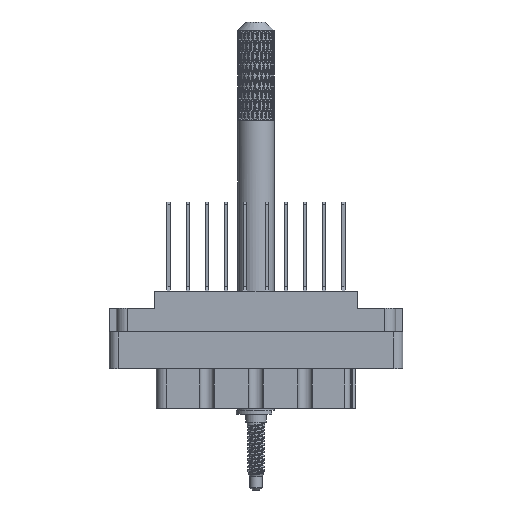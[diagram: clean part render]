
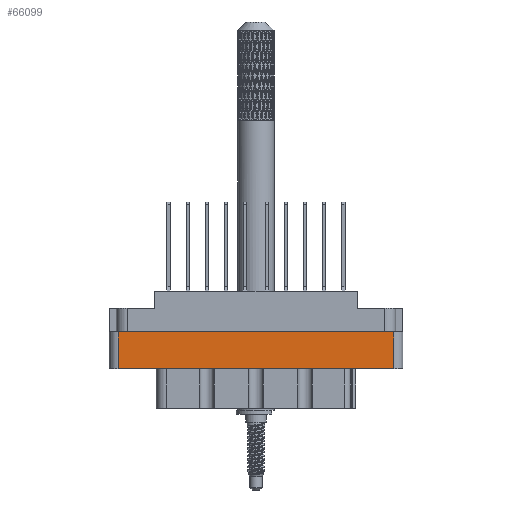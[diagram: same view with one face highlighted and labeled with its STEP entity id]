
A CAD part, front view. The second image highlights one B-rep face of the part: STEP entity #66099.
In plain terms, the highlighted planar face has unit normal (0, -1, 0).
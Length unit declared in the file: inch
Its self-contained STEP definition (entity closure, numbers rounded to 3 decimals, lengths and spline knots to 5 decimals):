
#2041 = PLANE ( 'NONE',  #82178 ) ;
#3295 = ORIENTED_EDGE ( 'NONE', *, *, #101659, .F. ) ;
#3890 = FACE_OUTER_BOUND ( 'NONE', #55154, .T. ) ;
#4976 = CARTESIAN_POINT ( 'NONE',  ( -0.938, -0.438, -0.798 ) ) ;
#5376 = VERTEX_POINT ( 'NONE', #26263 ) ;
#11135 = CARTESIAN_POINT ( 'NONE',  ( -0.938, -0.438, -0.277 ) ) ;
#12266 = CARTESIAN_POINT ( 'NONE',  ( 0.938, -0.438, -0.529 ) ) ;
#12771 = VERTEX_POINT ( 'NONE', #11135 ) ;
#18648 = CARTESIAN_POINT ( 'NONE',  ( -1., -0.438, -0.798 ) ) ;
#21927 = DIRECTION ( 'NONE',  ( 1., 0., 0. ) ) ;
#22390 = CARTESIAN_POINT ( 'NONE',  ( -0.938, -0.438, -0.529 ) ) ;
#26263 = CARTESIAN_POINT ( 'NONE',  ( 0.938, -0.438, -0.277 ) ) ;
#30435 = LINE ( 'NONE', #102641, #54356 ) ;
#31317 = LINE ( 'NONE', #4976, #69087 ) ;
#33506 = DIRECTION ( 'NONE',  ( 0., 0., -1. ) ) ;
#36615 = EDGE_CURVE ( 'NONE', #54086, #76217, #86535, .T. ) ;
#37311 = CARTESIAN_POINT ( 'NONE',  ( 0.938, -0.438, -0.798 ) ) ;
#43794 = VECTOR ( 'NONE', #86633, 39.37008 ) ;
#43981 = CARTESIAN_POINT ( 'NONE',  ( 0., -0.438, -0.529 ) ) ;
#51019 = DIRECTION ( 'NONE',  ( -1., 0., 0. ) ) ;
#54086 = VERTEX_POINT ( 'NONE', #12266 ) ;
#54356 = VECTOR ( 'NONE', #21927, 39.37008 ) ;
#55154 = EDGE_LOOP ( 'NONE', ( #3295, #60974, #75828, #95327 ) ) ;
#60974 = ORIENTED_EDGE ( 'NONE', *, *, #84174, .T. ) ;
#66099 = ADVANCED_FACE ( 'NONE', ( #3890 ), #2041, .T. ) ;
#66573 = DIRECTION ( 'NONE',  ( 0., -1., 0. ) ) ;
#68787 = VECTOR ( 'NONE', #51019, 39.37008 ) ;
#69087 = VECTOR ( 'NONE', #33506, 39.37008 ) ;
#70126 = DIRECTION ( 'NONE',  ( 0., 0., -1. ) ) ;
#70303 = LINE ( 'NONE', #37311, #43794 ) ;
#75828 = ORIENTED_EDGE ( 'NONE', *, *, #36615, .F. ) ;
#76217 = VERTEX_POINT ( 'NONE', #22390 ) ;
#78603 = EDGE_CURVE ( 'NONE', #54086, #5376, #70303, .T. ) ;
#82178 = AXIS2_PLACEMENT_3D ( 'NONE', #18648, #66573, #70126 ) ;
#84174 = EDGE_CURVE ( 'NONE', #12771, #76217, #31317, .T. ) ;
#86535 = LINE ( 'NONE', #43981, #68787 ) ;
#86633 = DIRECTION ( 'NONE',  ( 0., 0., 1. ) ) ;
#95327 = ORIENTED_EDGE ( 'NONE', *, *, #78603, .T. ) ;
#101659 = EDGE_CURVE ( 'NONE', #12771, #5376, #30435, .T. ) ;
#102641 = CARTESIAN_POINT ( 'NONE',  ( 0., -0.438, -0.277 ) ) ;
